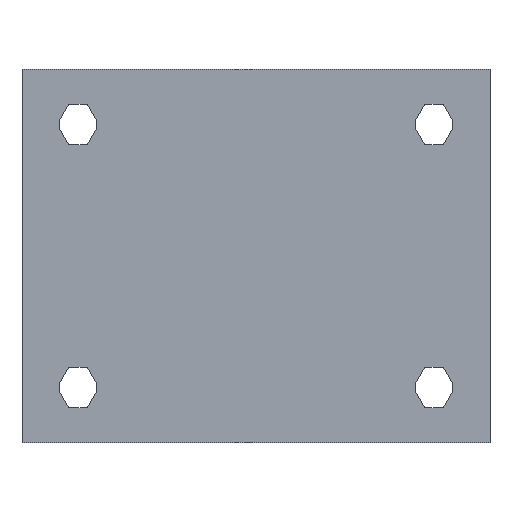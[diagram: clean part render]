
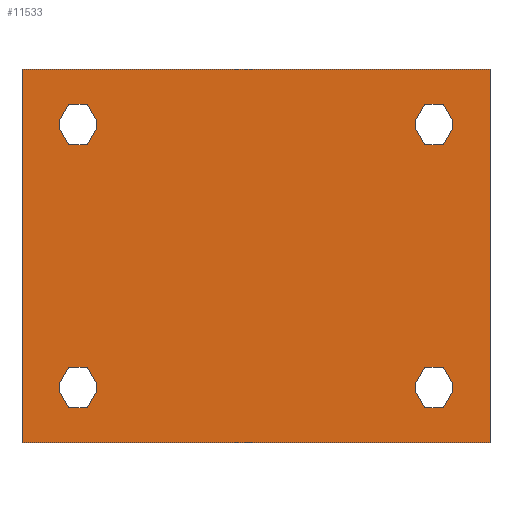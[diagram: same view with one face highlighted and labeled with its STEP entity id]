
A CAD part, top view. The second image highlights one B-rep face of the part: STEP entity #11533.
In plain terms, the highlighted planar face has unit normal (0, 0, 1).
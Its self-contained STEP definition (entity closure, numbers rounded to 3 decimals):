
#1119=FACE_BOUND('',#2234,.T.);
#1120=FACE_BOUND('',#2235,.T.);
#1121=FACE_BOUND('',#2236,.T.);
#1122=FACE_BOUND('',#2237,.T.);
#1251=PLANE('',#12418);
#1532=FACE_OUTER_BOUND('',#2233,.T.);
#2233=EDGE_LOOP('',(#7964,#7965,#7966,#7967));
#2234=EDGE_LOOP('',(#7968,#7969,#7970,#7971));
#2235=EDGE_LOOP('',(#7972,#7973,#7974,#7975));
#2236=EDGE_LOOP('',(#7976,#7977,#7978,#7979));
#2237=EDGE_LOOP('',(#7980,#7981,#7982,#7983));
#3055=LINE('',#15942,#3881);
#3060=LINE('',#15957,#3886);
#3064=LINE('',#15967,#3890);
#3068=LINE('',#15981,#3894);
#3072=LINE('',#15991,#3898);
#3073=LINE('',#15994,#3899);
#3074=LINE('',#15996,#3900);
#3075=LINE('',#15997,#3901);
#3076=LINE('',#16000,#3902);
#3077=LINE('',#16004,#3903);
#3078=LINE('',#16008,#3904);
#3079=LINE('',#16012,#3905);
#3881=VECTOR('',#13310,1000.);
#3886=VECTOR('',#13323,1000.);
#3890=VECTOR('',#13335,1000.);
#3894=VECTOR('',#13347,1000.);
#3898=VECTOR('',#13359,1000.);
#3899=VECTOR('',#13362,1000.);
#3900=VECTOR('',#13363,1000.);
#3901=VECTOR('',#13364,1000.);
#3902=VECTOR('',#13365,1000.);
#3903=VECTOR('',#13368,1000.);
#3904=VECTOR('',#13371,1000.);
#3905=VECTOR('',#13374,1000.);
#4696=CIRCLE('',#12404,5.5);
#4698=CIRCLE('',#12408,5.5);
#4700=CIRCLE('',#12412,5.5);
#4702=CIRCLE('',#12416,5.5);
#4703=CIRCLE('',#12419,5.5);
#4704=CIRCLE('',#12420,5.5);
#4705=CIRCLE('',#12421,5.5);
#4706=CIRCLE('',#12422,5.5);
#5034=VERTEX_POINT('',#15939);
#5035=VERTEX_POINT('',#15941);
#5038=VERTEX_POINT('',#15948);
#5039=VERTEX_POINT('',#15950);
#5041=VERTEX_POINT('',#15956);
#5043=VERTEX_POINT('',#15962);
#5046=VERTEX_POINT('',#15972);
#5047=VERTEX_POINT('',#15974);
#5049=VERTEX_POINT('',#15980);
#5051=VERTEX_POINT('',#15986);
#5052=VERTEX_POINT('',#15993);
#5053=VERTEX_POINT('',#15995);
#5054=VERTEX_POINT('',#15998);
#5055=VERTEX_POINT('',#15999);
#5056=VERTEX_POINT('',#16001);
#5057=VERTEX_POINT('',#16003);
#5058=VERTEX_POINT('',#16006);
#5059=VERTEX_POINT('',#16007);
#5060=VERTEX_POINT('',#16009);
#5061=VERTEX_POINT('',#16011);
#6177=EDGE_CURVE('',#5035,#5034,#3055,.T.);
#6181=EDGE_CURVE('',#5038,#5039,#4696,.T.);
#6184=EDGE_CURVE('',#5039,#5041,#3060,.T.);
#6187=EDGE_CURVE('',#5041,#5043,#4698,.T.);
#6190=EDGE_CURVE('',#5043,#5038,#3064,.T.);
#6193=EDGE_CURVE('',#5046,#5047,#4700,.T.);
#6196=EDGE_CURVE('',#5047,#5049,#3068,.T.);
#6199=EDGE_CURVE('',#5049,#5051,#4702,.T.);
#6202=EDGE_CURVE('',#5051,#5046,#3072,.T.);
#6203=EDGE_CURVE('',#5035,#5052,#3073,.T.);
#6204=EDGE_CURVE('',#5053,#5034,#3074,.T.);
#6205=EDGE_CURVE('',#5052,#5053,#3075,.T.);
#6206=EDGE_CURVE('',#5054,#5055,#3076,.T.);
#6207=EDGE_CURVE('',#5055,#5056,#4703,.T.);
#6208=EDGE_CURVE('',#5056,#5057,#3077,.T.);
#6209=EDGE_CURVE('',#5057,#5054,#4704,.T.);
#6210=EDGE_CURVE('',#5058,#5059,#3078,.T.);
#6211=EDGE_CURVE('',#5059,#5060,#4705,.T.);
#6212=EDGE_CURVE('',#5060,#5061,#3079,.T.);
#6213=EDGE_CURVE('',#5061,#5058,#4706,.T.);
#7964=ORIENTED_EDGE('',*,*,#6203,.F.);
#7965=ORIENTED_EDGE('',*,*,#6177,.T.);
#7966=ORIENTED_EDGE('',*,*,#6204,.F.);
#7967=ORIENTED_EDGE('',*,*,#6205,.F.);
#7968=ORIENTED_EDGE('',*,*,#6206,.T.);
#7969=ORIENTED_EDGE('',*,*,#6207,.T.);
#7970=ORIENTED_EDGE('',*,*,#6208,.T.);
#7971=ORIENTED_EDGE('',*,*,#6209,.T.);
#7972=ORIENTED_EDGE('',*,*,#6210,.T.);
#7973=ORIENTED_EDGE('',*,*,#6211,.T.);
#7974=ORIENTED_EDGE('',*,*,#6212,.T.);
#7975=ORIENTED_EDGE('',*,*,#6213,.T.);
#7976=ORIENTED_EDGE('',*,*,#6190,.F.);
#7977=ORIENTED_EDGE('',*,*,#6187,.F.);
#7978=ORIENTED_EDGE('',*,*,#6184,.F.);
#7979=ORIENTED_EDGE('',*,*,#6181,.F.);
#7980=ORIENTED_EDGE('',*,*,#6202,.F.);
#7981=ORIENTED_EDGE('',*,*,#6199,.F.);
#7982=ORIENTED_EDGE('',*,*,#6196,.F.);
#7983=ORIENTED_EDGE('',*,*,#6193,.F.);
#11533=ADVANCED_FACE('',(#1532,#1119,#1120,#1121,#1122),#1251,.T.);
#12404=AXIS2_PLACEMENT_3D('',#15951,#13317,#13318);
#12408=AXIS2_PLACEMENT_3D('',#15963,#13329,#13330);
#12412=AXIS2_PLACEMENT_3D('',#15975,#13341,#13342);
#12416=AXIS2_PLACEMENT_3D('',#15987,#13353,#13354);
#12418=AXIS2_PLACEMENT_3D('',#15992,#13360,#13361);
#12419=AXIS2_PLACEMENT_3D('',#16002,#13366,#13367);
#12420=AXIS2_PLACEMENT_3D('',#16005,#13369,#13370);
#12421=AXIS2_PLACEMENT_3D('',#16010,#13372,#13373);
#12422=AXIS2_PLACEMENT_3D('',#16013,#13375,#13376);
#13310=DIRECTION('',(-1.,0.,0.));
#13317=DIRECTION('center_axis',(0.,0.,1.));
#13318=DIRECTION('ref_axis',(1.,0.,0.));
#13323=DIRECTION('',(0.,1.,0.));
#13329=DIRECTION('center_axis',(0.,0.,1.));
#13330=DIRECTION('ref_axis',(1.,0.,0.));
#13335=DIRECTION('',(0.,-1.,0.));
#13341=DIRECTION('center_axis',(0.,0.,1.));
#13342=DIRECTION('ref_axis',(-1.,0.,0.));
#13347=DIRECTION('',(0.,1.,0.));
#13353=DIRECTION('center_axis',(0.,0.,1.));
#13354=DIRECTION('ref_axis',(-1.,0.,0.));
#13359=DIRECTION('',(0.,-1.,0.));
#13360=DIRECTION('center_axis',(0.,0.,1.));
#13361=DIRECTION('ref_axis',(1.,0.,0.));
#13362=DIRECTION('',(0.,-1.,0.));
#13363=DIRECTION('',(0.,1.,0.));
#13364=DIRECTION('',(-1.,0.,0.));
#13365=DIRECTION('',(0.,1.,0.));
#13366=DIRECTION('center_axis',(0.,0.,-1.));
#13367=DIRECTION('ref_axis',(1.,0.,0.));
#13368=DIRECTION('',(0.,-1.,0.));
#13369=DIRECTION('center_axis',(0.,0.,-1.));
#13370=DIRECTION('ref_axis',(1.,0.,0.));
#13371=DIRECTION('',(0.,1.,0.));
#13372=DIRECTION('center_axis',(0.,0.,-1.));
#13373=DIRECTION('ref_axis',(-1.,0.,0.));
#13374=DIRECTION('',(0.,-1.,0.));
#13375=DIRECTION('center_axis',(0.,0.,-1.));
#13376=DIRECTION('ref_axis',(-1.,0.,0.));
#15939=CARTESIAN_POINT('',(-69.,55.,0.));
#15941=CARTESIAN_POINT('',(69.,55.,0.));
#15942=CARTESIAN_POINT('',(69.,55.,0.));
#15948=CARTESIAN_POINT('',(-58.,37.5,0.));
#15950=CARTESIAN_POINT('',(-47.,37.5,0.));
#15951=CARTESIAN_POINT('Origin',(-52.5,37.5,0.));
#15956=CARTESIAN_POINT('',(-47.,40.,0.));
#15957=CARTESIAN_POINT('',(-47.,40.,0.));
#15962=CARTESIAN_POINT('',(-58.,40.,0.));
#15963=CARTESIAN_POINT('Origin',(-52.5,40.,0.));
#15967=CARTESIAN_POINT('',(-58.,40.,0.));
#15972=CARTESIAN_POINT('',(47.,37.5,0.));
#15974=CARTESIAN_POINT('',(58.,37.5,0.));
#15975=CARTESIAN_POINT('Origin',(52.5,37.5,0.));
#15980=CARTESIAN_POINT('',(58.,40.,0.));
#15981=CARTESIAN_POINT('',(58.,40.,0.));
#15986=CARTESIAN_POINT('',(47.,40.,0.));
#15987=CARTESIAN_POINT('Origin',(52.5,40.,0.));
#15991=CARTESIAN_POINT('',(47.,40.,0.));
#15992=CARTESIAN_POINT('Origin',(0.,0.,0.));
#15993=CARTESIAN_POINT('',(69.,-55.,0.));
#15994=CARTESIAN_POINT('',(69.,55.,0.));
#15995=CARTESIAN_POINT('',(-69.,-55.,0.));
#15996=CARTESIAN_POINT('',(-69.,-55.,0.));
#15997=CARTESIAN_POINT('',(69.,-55.,0.));
#15998=CARTESIAN_POINT('',(-58.,-40.,0.));
#15999=CARTESIAN_POINT('',(-58.,-37.5,0.));
#16000=CARTESIAN_POINT('',(-58.,-40.,0.));
#16001=CARTESIAN_POINT('',(-47.,-37.5,0.));
#16002=CARTESIAN_POINT('Origin',(-52.5,-37.5,0.));
#16003=CARTESIAN_POINT('',(-47.,-40.,0.));
#16004=CARTESIAN_POINT('',(-47.,-40.,0.));
#16005=CARTESIAN_POINT('Origin',(-52.5,-40.,0.));
#16006=CARTESIAN_POINT('',(47.,-40.,0.));
#16007=CARTESIAN_POINT('',(47.,-37.5,0.));
#16008=CARTESIAN_POINT('',(47.,-40.,0.));
#16009=CARTESIAN_POINT('',(58.,-37.5,0.));
#16010=CARTESIAN_POINT('Origin',(52.5,-37.5,0.));
#16011=CARTESIAN_POINT('',(58.,-40.,0.));
#16012=CARTESIAN_POINT('',(58.,-40.,0.));
#16013=CARTESIAN_POINT('Origin',(52.5,-40.,0.));
